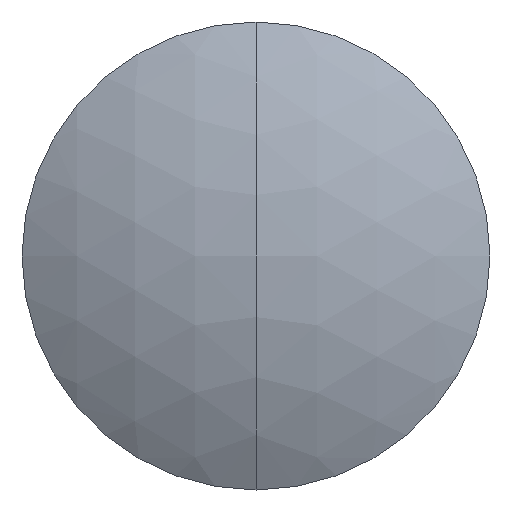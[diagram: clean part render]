
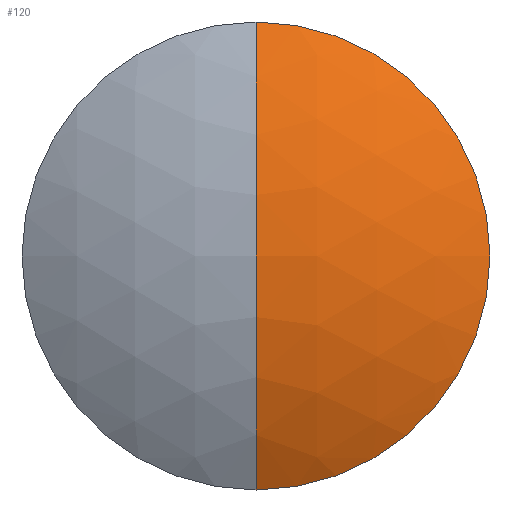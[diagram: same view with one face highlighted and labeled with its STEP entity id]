
A CAD part, left-side view. The second image highlights one B-rep face of the part: STEP entity #120.
In plain terms, the highlighted spherical face has radius 50.8 mm.
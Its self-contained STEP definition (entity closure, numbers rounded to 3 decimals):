
#12 = DIRECTION ( 'NONE',  ( 0., 1., 0. ) ) ;
#20 = EDGE_CURVE ( 'NONE', #270, #207, #81, .T. ) ;
#34 = CIRCLE ( 'NONE', #221, 50.8 ) ;
#40 = DIRECTION ( 'NONE',  ( 0., 0., -1. ) ) ;
#43 = DIRECTION ( 'NONE',  ( -1., 0., 0. ) ) ;
#48 = CARTESIAN_POINT ( 'NONE',  ( 341.911, 0., 0. ) ) ;
#69 = DIRECTION ( 'NONE',  ( 0., 0., -1. ) ) ;
#70 = EDGE_LOOP ( 'NONE', ( #154, #290, #104 ) ) ;
#80 = EDGE_CURVE ( 'NONE', #280, #207, #34, .T. ) ;
#81 = CIRCLE ( 'NONE', #262, 50.8 ) ;
#104 = ORIENTED_EDGE ( 'NONE', *, *, #20, .F. ) ;
#120 = ADVANCED_FACE ( 'NONE', ( #256 ), #306, .T. ) ;
#127 = CARTESIAN_POINT ( 'NONE',  ( 297.917, 0., -25.4 ) ) ;
#154 = ORIENTED_EDGE ( 'NONE', *, *, #274, .T. ) ;
#166 = DIRECTION ( 'NONE',  ( 0., -1., 0. ) ) ;
#179 = CARTESIAN_POINT ( 'NONE',  ( 297.917, 0., 25.4 ) ) ;
#187 = AXIS2_PLACEMENT_3D ( 'NONE', #48, #202, #40 ) ;
#196 = DIRECTION ( 'NONE',  ( 0., 0., 1. ) ) ;
#202 = DIRECTION ( 'NONE',  ( 0., -1., 0. ) ) ;
#207 = VERTEX_POINT ( 'NONE', #329 ) ;
#209 = CIRCLE ( 'NONE', #282, 25.4 ) ;
#212 = DIRECTION ( 'NONE',  ( 0., 0., 1. ) ) ;
#221 = AXIS2_PLACEMENT_3D ( 'NONE', #336, #166, #69 ) ;
#224 = CARTESIAN_POINT ( 'NONE',  ( 341.911, 0., 0. ) ) ;
#241 = CARTESIAN_POINT ( 'NONE',  ( 297.917, 0., 0. ) ) ;
#256 = FACE_OUTER_BOUND ( 'NONE', #70, .T. ) ;
#262 = AXIS2_PLACEMENT_3D ( 'NONE', #224, #12, #196 ) ;
#270 = VERTEX_POINT ( 'NONE', #127 ) ;
#274 = EDGE_CURVE ( 'NONE', #270, #280, #209, .T. ) ;
#280 = VERTEX_POINT ( 'NONE', #179 ) ;
#282 = AXIS2_PLACEMENT_3D ( 'NONE', #241, #43, #212 ) ;
#290 = ORIENTED_EDGE ( 'NONE', *, *, #80, .T. ) ;
#306 = SPHERICAL_SURFACE ( 'NONE', #187, 50.8 ) ;
#329 = CARTESIAN_POINT ( 'NONE',  ( 291.111, 0., 0. ) ) ;
#336 = CARTESIAN_POINT ( 'NONE',  ( 341.911, 0., 0. ) ) ;
